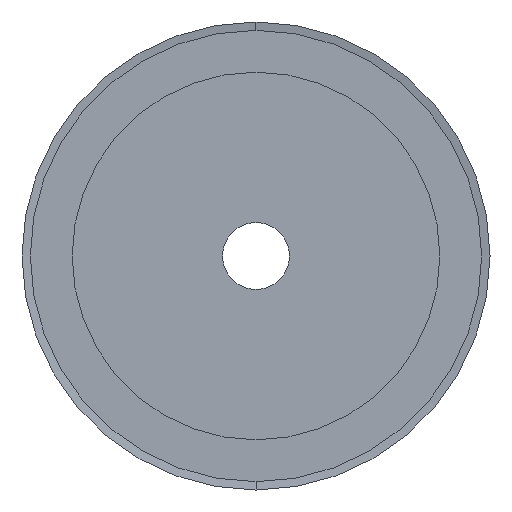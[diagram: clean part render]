
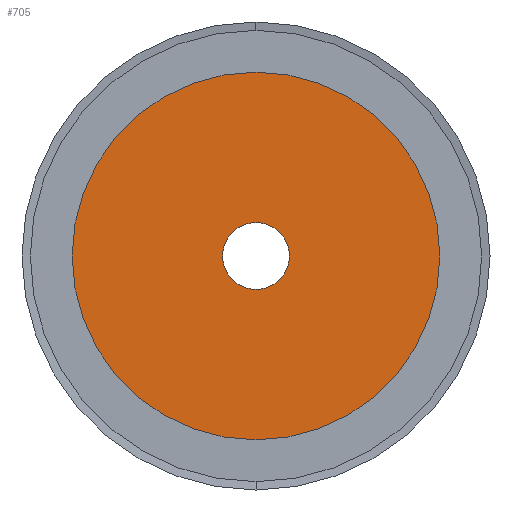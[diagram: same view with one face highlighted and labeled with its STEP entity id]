
A CAD part, left-side view. The second image highlights one B-rep face of the part: STEP entity #705.
In plain terms, the highlighted planar face has unit normal (-1, 0, 0).
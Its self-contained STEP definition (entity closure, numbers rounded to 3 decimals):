
#705=ADVANCED_FACE('',(#1410,#1411),#1412,.T.);
#1410=FACE_OUTER_BOUND('',#2109,.T.);
#1411=FACE_BOUND('',#2110,.T.);
#1412=PLANE('',#2111);
#2109=EDGE_LOOP('',(#4325,#4326));
#2110=EDGE_LOOP('',(#4327,#4328));
#2111=AXIS2_PLACEMENT_3D('',#4329,#4330,#4331);
#4325=ORIENTED_EDGE('',*,*,#4358,.F.);
#4326=ORIENTED_EDGE('',*,*,#5214,.F.);
#4327=ORIENTED_EDGE('',*,*,#4345,.T.);
#4328=ORIENTED_EDGE('',*,*,#5220,.T.);
#4329=CARTESIAN_POINT('',(-16.0,0.0,-15.0));
#4330=DIRECTION('',(-1.0,0.0,0.0));
#4331=DIRECTION('',(0.0,0.0,1.0));
#4345=EDGE_CURVE('',#5227,#5231,#5233,.T.);
#4358=EDGE_CURVE('',#5251,#5254,#5255,.T.);
#5214=EDGE_CURVE('',#5254,#5251,#6532,.T.);
#5220=EDGE_CURVE('',#5231,#5227,#6538,.T.);
#5227=VERTEX_POINT('',#6545);
#5231=VERTEX_POINT('',#6550);
#5233=CIRCLE('',#6553,6.0);
#5251=VERTEX_POINT('',#6575);
#5254=VERTEX_POINT('',#6579);
#5255=CIRCLE('',#6580,33.0);
#6532=CIRCLE('',#8171,33.0);
#6538=CIRCLE('',#8177,6.0);
#6545=CARTESIAN_POINT('',(-16.0,0.0,-6.0));
#6550=CARTESIAN_POINT('',(-16.0,0.,6.0));
#6553=AXIS2_PLACEMENT_3D('',#8187,#8188,#8189);
#6575=CARTESIAN_POINT('',(-16.0,0.0,-33.0));
#6579=CARTESIAN_POINT('',(-16.0,0.,33.0));
#6580=AXIS2_PLACEMENT_3D('',#8207,#8208,#8209);
#8171=AXIS2_PLACEMENT_3D('',#9493,#9494,#9495);
#8177=AXIS2_PLACEMENT_3D('',#9499,#9500,#9501);
#8187=CARTESIAN_POINT('',(-16.0,0.0,0.0));
#8188=DIRECTION('',(1.0,-0.0,0.0));
#8189=DIRECTION('',(0.0,0.0,-1.0));
#8207=CARTESIAN_POINT('',(-16.0,0.0,0.0));
#8208=DIRECTION('',(1.0,0.0,0.0));
#8209=DIRECTION('',(0.0,0.0,-1.0));
#9493=CARTESIAN_POINT('',(-16.0,0.0,0.0));
#9494=DIRECTION('',(1.0,0.0,0.0));
#9495=DIRECTION('',(0.0,0.0,-1.0));
#9499=CARTESIAN_POINT('',(-16.0,0.0,0.0));
#9500=DIRECTION('',(1.0,-0.0,0.0));
#9501=DIRECTION('',(0.0,0.0,-1.0));
